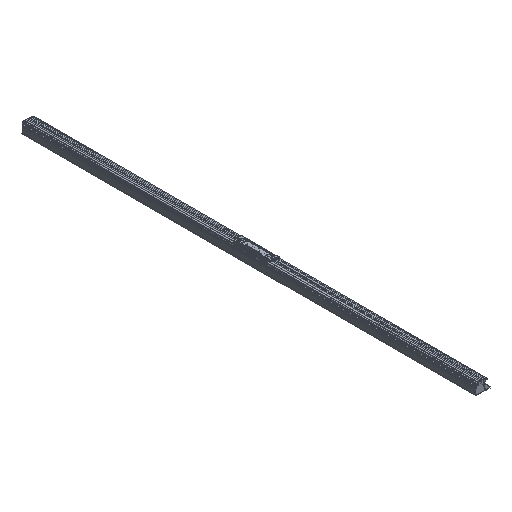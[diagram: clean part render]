
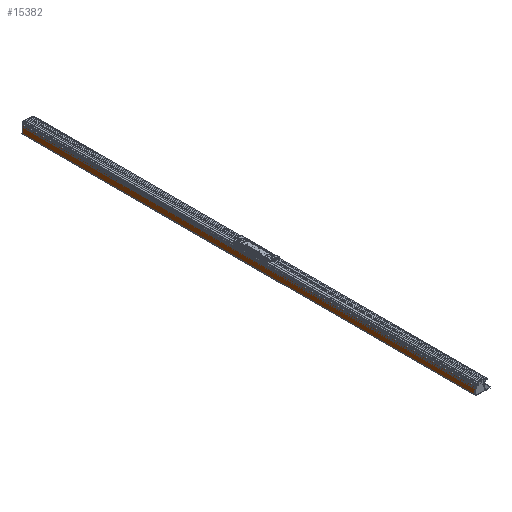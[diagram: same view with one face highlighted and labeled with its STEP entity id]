
A CAD part, isometric view. The second image highlights one B-rep face of the part: STEP entity #15382.
In plain terms, the highlighted planar face has unit normal (-1, 0, 0).
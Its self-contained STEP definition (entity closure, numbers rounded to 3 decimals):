
#4089 = ORIENTED_EDGE ( 'NONE', *, *, #70231, .T. ) ;
#7247 = CARTESIAN_POINT ( 'NONE',  ( -28.6, 1500., 5.944 ) ) ;
#9109 = PLANE ( 'NONE',  #32922 ) ;
#10271 = CARTESIAN_POINT ( 'NONE',  ( -28.6, -1500., 52.939 ) ) ;
#12220 = LINE ( 'NONE', #10271, #180134 ) ;
#12763 = DIRECTION ( 'NONE',  ( 0., 0., -1. ) ) ;
#14809 = LINE ( 'NONE', #132395, #166508 ) ;
#15382 = ADVANCED_FACE ( 'NONE', ( #67998 ), #9109, .F. ) ;
#19359 = VERTEX_POINT ( 'NONE', #7247 ) ;
#30038 = CARTESIAN_POINT ( 'NONE',  ( -28.6, 1500., 52.939 ) ) ;
#32922 = AXIS2_PLACEMENT_3D ( 'NONE', #185525, #53484, #84393 ) ;
#40437 = CARTESIAN_POINT ( 'NONE',  ( -28.6, -1500., 52.939 ) ) ;
#45787 = ORIENTED_EDGE ( 'NONE', *, *, #132242, .F. ) ;
#53484 = DIRECTION ( 'NONE',  ( 1., 0., 0. ) ) ;
#54901 = LINE ( 'NONE', #58696, #70392 ) ;
#58696 = CARTESIAN_POINT ( 'NONE',  ( -28.6, -1500., 5.944 ) ) ;
#61331 = VERTEX_POINT ( 'NONE', #30038 ) ;
#67998 = FACE_OUTER_BOUND ( 'NONE', #147981, .T. ) ;
#70231 = EDGE_CURVE ( 'NONE', #127994, #61331, #12220, .T. ) ;
#70392 = VECTOR ( 'NONE', #161869, 1000. ) ;
#84393 = DIRECTION ( 'NONE',  ( 0., 0., 1. ) ) ;
#84594 = DIRECTION ( 'NONE',  ( 0., 1., 0. ) ) ;
#88329 = VERTEX_POINT ( 'NONE', #134932 ) ;
#114650 = ORIENTED_EDGE ( 'NONE', *, *, #172977, .F. ) ;
#127994 = VERTEX_POINT ( 'NONE', #40437 ) ;
#130339 = CARTESIAN_POINT ( 'NONE',  ( -28.6, 1500., 0.7 ) ) ;
#130472 = DIRECTION ( 'NONE',  ( 0., 0., -1. ) ) ;
#132242 = EDGE_CURVE ( 'NONE', #88329, #19359, #54901, .T. ) ;
#132395 = CARTESIAN_POINT ( 'NONE',  ( -28.6, -1500., 0.7 ) ) ;
#134932 = CARTESIAN_POINT ( 'NONE',  ( -28.6, -1500., 5.944 ) ) ;
#147981 = EDGE_LOOP ( 'NONE', ( #176429, #45787, #114650, #4089 ) ) ;
#153617 = VECTOR ( 'NONE', #12763, 1000. ) ;
#161869 = DIRECTION ( 'NONE',  ( 0., 1., 0. ) ) ;
#166508 = VECTOR ( 'NONE', #130472, 1000. ) ;
#172977 = EDGE_CURVE ( 'NONE', #127994, #88329, #14809, .T. ) ;
#176429 = ORIENTED_EDGE ( 'NONE', *, *, #181030, .T. ) ;
#180134 = VECTOR ( 'NONE', #84594, 1000. ) ;
#181030 = EDGE_CURVE ( 'NONE', #61331, #19359, #188174, .T. ) ;
#185525 = CARTESIAN_POINT ( 'NONE',  ( -28.6, -1500., 0.7 ) ) ;
#188174 = LINE ( 'NONE', #130339, #153617 ) ;
